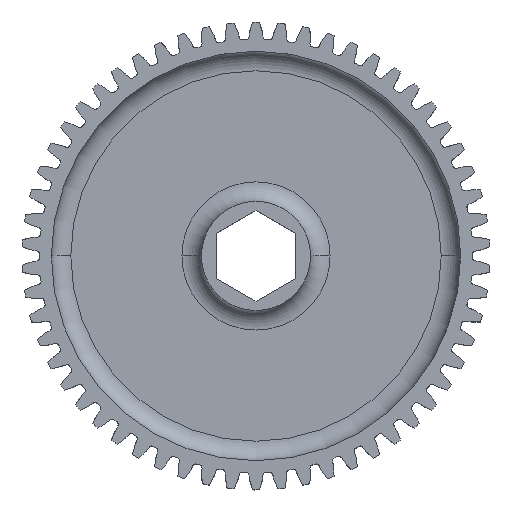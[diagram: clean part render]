
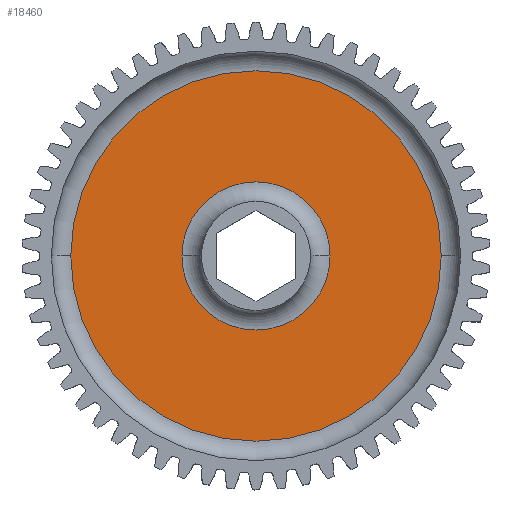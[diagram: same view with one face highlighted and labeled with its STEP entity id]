
A CAD part, top view. The second image highlights one B-rep face of the part: STEP entity #18460.
In plain terms, the highlighted planar face has unit normal (0, 0, 1).
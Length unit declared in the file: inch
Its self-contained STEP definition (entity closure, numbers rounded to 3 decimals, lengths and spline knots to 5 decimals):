
#1396 = DIRECTION ( 'NONE',  ( 0., 0., 1. ) ) ;
#1425 = DIRECTION ( 'NONE',  ( 1., 0., 0. ) ) ;
#1736 = AXIS2_PLACEMENT_3D ( 'NONE', #5031, #3320, #13899 ) ;
#2667 = VERTEX_POINT ( 'NONE', #6525 ) ;
#2791 = DIRECTION ( 'NONE',  ( 1., 0., 0. ) ) ;
#2876 = CIRCLE ( 'NONE', #6225, 1.1875 ) ;
#3107 = CIRCLE ( 'NONE', #14250, 0.475 ) ;
#3320 = DIRECTION ( 'NONE',  ( 0., 0., 1. ) ) ;
#4135 = ORIENTED_EDGE ( 'NONE', *, *, #7795, .T. ) ;
#4393 = CARTESIAN_POINT ( 'NONE',  ( 0.475, 0., 0.045 ) ) ;
#4460 = CIRCLE ( 'NONE', #18722, 0.475 ) ;
#4605 = EDGE_CURVE ( 'NONE', #18430, #2667, #2876, .T. ) ;
#5031 = CARTESIAN_POINT ( 'NONE',  ( 0., 0., 0.045 ) ) ;
#5226 = FACE_OUTER_BOUND ( 'NONE', #11631, .T. ) ;
#6225 = AXIS2_PLACEMENT_3D ( 'NONE', #15703, #7288, #1425 ) ;
#6525 = CARTESIAN_POINT ( 'NONE',  ( 1.1875, 0., 0.045 ) ) ;
#6859 = VERTEX_POINT ( 'NONE', #8334 ) ;
#7204 = CARTESIAN_POINT ( 'NONE',  ( 0., 0., 0.045 ) ) ;
#7288 = DIRECTION ( 'NONE',  ( 0., 0., 1. ) ) ;
#7322 = EDGE_LOOP ( 'NONE', ( #11709, #17483 ) ) ;
#7795 = EDGE_CURVE ( 'NONE', #2667, #18430, #9670, .T. ) ;
#8334 = CARTESIAN_POINT ( 'NONE',  ( -0.475, 0., 0.045 ) ) ;
#8525 = DIRECTION ( 'NONE',  ( 0., 0., -1. ) ) ;
#9356 = ORIENTED_EDGE ( 'NONE', *, *, #4605, .T. ) ;
#9670 = CIRCLE ( 'NONE', #16425, 1.1875 ) ;
#11125 = FACE_BOUND ( 'NONE', #7322, .T. ) ;
#11618 = CARTESIAN_POINT ( 'NONE',  ( 0., 0., 0.045 ) ) ;
#11631 = EDGE_LOOP ( 'NONE', ( #4135, #9356 ) ) ;
#11709 = ORIENTED_EDGE ( 'NONE', *, *, #12271, .T. ) ;
#12271 = EDGE_CURVE ( 'NONE', #12822, #6859, #3107, .T. ) ;
#12822 = VERTEX_POINT ( 'NONE', #4393 ) ;
#13010 = DIRECTION ( 'NONE',  ( 1., 0., 0. ) ) ;
#13899 = DIRECTION ( 'NONE',  ( 1., 0., 0. ) ) ;
#14250 = AXIS2_PLACEMENT_3D ( 'NONE', #18467, #15508, #17013 ) ;
#14587 = EDGE_CURVE ( 'NONE', #6859, #12822, #4460, .T. ) ;
#15107 = PLANE ( 'NONE',  #1736 ) ;
#15508 = DIRECTION ( 'NONE',  ( 0., 0., -1. ) ) ;
#15703 = CARTESIAN_POINT ( 'NONE',  ( 0., 0., 0.045 ) ) ;
#16425 = AXIS2_PLACEMENT_3D ( 'NONE', #11618, #1396, #2791 ) ;
#17013 = DIRECTION ( 'NONE',  ( 1., 0., 0. ) ) ;
#17483 = ORIENTED_EDGE ( 'NONE', *, *, #14587, .T. ) ;
#18062 = CARTESIAN_POINT ( 'NONE',  ( -1.1875, 0., 0.045 ) ) ;
#18430 = VERTEX_POINT ( 'NONE', #18062 ) ;
#18460 = ADVANCED_FACE ( 'NONE', ( #5226, #11125 ), #15107, .T. ) ;
#18467 = CARTESIAN_POINT ( 'NONE',  ( 0., 0., 0.045 ) ) ;
#18722 = AXIS2_PLACEMENT_3D ( 'NONE', #7204, #8525, #13010 ) ;
